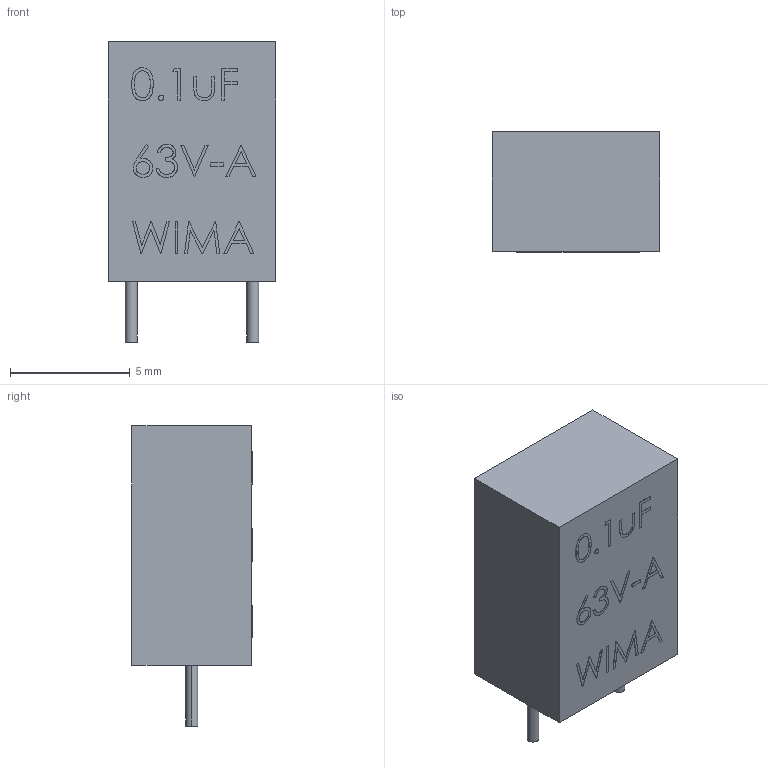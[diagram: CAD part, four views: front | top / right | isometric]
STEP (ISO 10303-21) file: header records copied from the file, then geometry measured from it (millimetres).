
FILE_DESCRIPTION (( 'STEP AP214' ), '1' );
FILE_NAME ('CAP 煨豜.STEP', '2011-05-13T14:45:53', ( 'admin' ), ( '' ), 'SwSTEP 2.0', 'SolidWorks 2010', '' );
FILE_SCHEMA (( 'AUTOMOTIVE_DESIGN' ));
Length unit declared in the file: millimetre
Products named in the file (1): CAP   煨豜
Bounding box: 7 x 5.02 x 12.54 mm (x, y, z)
Volume: 351.1 mm3; surface area: 320.2 mm2
Topology: 3 solids, 3 shells, 165 faces, 423 edges, 282 vertices
Faces by surface type: plane 119, bspline 42, cylinder 4
Entity records: 10498 total; most frequent: CARTESIAN_POINT 4891, ORIENTED_EDGE 846, DIRECTION 595, EDGE_CURVE 423, VECTOR 331, LINE 331, VERTEX_POINT 282, EDGE_LOOP 183
